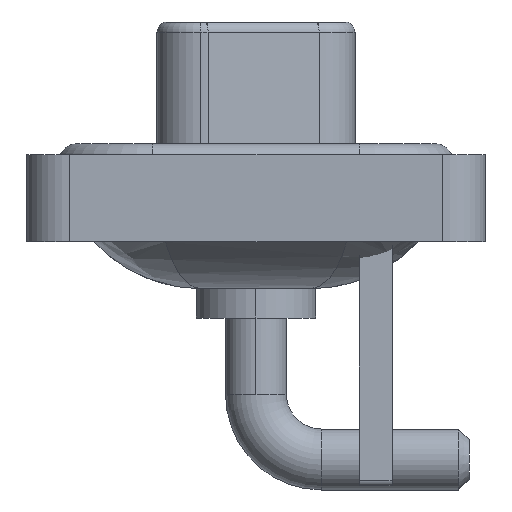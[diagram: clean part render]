
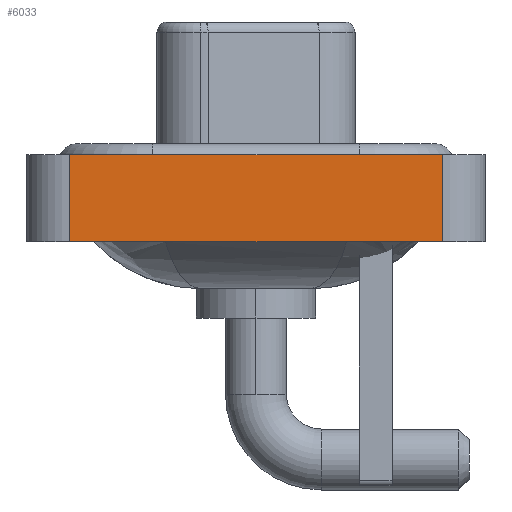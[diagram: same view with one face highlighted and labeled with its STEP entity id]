
A CAD part, left-side view. The second image highlights one B-rep face of the part: STEP entity #6033.
In plain terms, the highlighted planar face has unit normal (-1, 0, 0).
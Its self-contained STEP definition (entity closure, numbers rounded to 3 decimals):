
#618 = EDGE_CURVE ( 'NONE', #18746, #14390, #9491, .T. ) ;
#1031 = LINE ( 'NONE', #7195, #5981 ) ;
#1617 = VERTEX_POINT ( 'NONE', #2750 ) ;
#2121 = EDGE_CURVE ( 'NONE', #1617, #18746, #1031, .T. ) ;
#2307 = CARTESIAN_POINT ( 'NONE',  ( -7.35, 8.55, 0.4 ) ) ;
#2750 = CARTESIAN_POINT ( 'NONE',  ( -7.35, 8.55, -3.6 ) ) ;
#3934 = DIRECTION ( 'NONE',  ( 0., 0., 1. ) ) ;
#3950 = VECTOR ( 'NONE', #3934, 1000. ) ;
#4361 = EDGE_CURVE ( 'NONE', #1617, #17340, #5181, .T. ) ;
#4636 = CARTESIAN_POINT ( 'NONE',  ( -7.35, -8.55, 0.4 ) ) ;
#4742 = ORIENTED_EDGE ( 'NONE', *, *, #2121, .T. ) ;
#4869 = AXIS2_PLACEMENT_3D ( 'NONE', #9724, #5156, #14094 ) ;
#5020 = DIRECTION ( 'NONE',  ( 0., 0., 1. ) ) ;
#5085 = CARTESIAN_POINT ( 'NONE',  ( -7.35, 8.55, -3.6 ) ) ;
#5105 = ORIENTED_EDGE ( 'NONE', *, *, #10429, .F. ) ;
#5156 = DIRECTION ( 'NONE',  ( -1., 0., 0. ) ) ;
#5181 = LINE ( 'NONE', #5085, #3950 ) ;
#5259 = FACE_OUTER_BOUND ( 'NONE', #17028, .T. ) ;
#5981 = VECTOR ( 'NONE', #17219, 1000. ) ;
#6033 = ADVANCED_FACE ( 'NONE', ( #5259 ), #6492, .T. ) ;
#6492 = PLANE ( 'NONE',  #4869 ) ;
#6917 = LINE ( 'NONE', #18745, #16818 ) ;
#7195 = CARTESIAN_POINT ( 'NONE',  ( -7.35, -8.55, -3.6 ) ) ;
#9491 = LINE ( 'NONE', #16735, #12640 ) ;
#9690 = ORIENTED_EDGE ( 'NONE', *, *, #4361, .F. ) ;
#9724 = CARTESIAN_POINT ( 'NONE',  ( -7.35, -8.55, -3.6 ) ) ;
#10429 = EDGE_CURVE ( 'NONE', #17340, #14390, #6917, .T. ) ;
#11903 = CARTESIAN_POINT ( 'NONE',  ( -7.35, -8.55, -3.6 ) ) ;
#12640 = VECTOR ( 'NONE', #5020, 1000. ) ;
#14094 = DIRECTION ( 'NONE',  ( 0., 0., 1. ) ) ;
#14341 = DIRECTION ( 'NONE',  ( 0., -1., 0. ) ) ;
#14390 = VERTEX_POINT ( 'NONE', #4636 ) ;
#16735 = CARTESIAN_POINT ( 'NONE',  ( -7.35, -8.55, -3.6 ) ) ;
#16818 = VECTOR ( 'NONE', #14341, 1000. ) ;
#17028 = EDGE_LOOP ( 'NONE', ( #17837, #5105, #9690, #4742 ) ) ;
#17219 = DIRECTION ( 'NONE',  ( 0., -1., 0. ) ) ;
#17340 = VERTEX_POINT ( 'NONE', #2307 ) ;
#17837 = ORIENTED_EDGE ( 'NONE', *, *, #618, .T. ) ;
#18745 = CARTESIAN_POINT ( 'NONE',  ( -7.35, -8.55, 0.4 ) ) ;
#18746 = VERTEX_POINT ( 'NONE', #11903 ) ;
